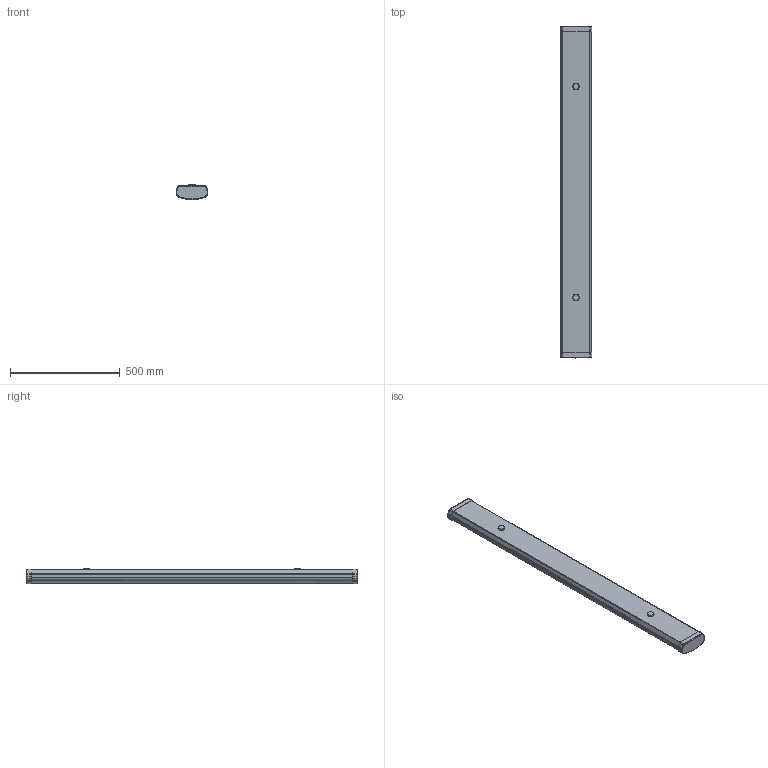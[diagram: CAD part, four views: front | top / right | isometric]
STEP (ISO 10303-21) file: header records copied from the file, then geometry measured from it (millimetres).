
FILE_DESCRIPTION (( 'STEP AP214' ), '1' );
FILE_NAME ('LN-SF-IP44-G1-1500.STEP', '2023-03-08T09:51:22', ( '' ), ( '' ), 'SwSTEP 2.0', 'SolidWorks 2020', '' );
FILE_SCHEMA (( 'AUTOMOTIVE_DESIGN' ));
Length unit declared in the file: millimetre
Products named in the file (1): LN-SF-IP44-G1-1500
Bounding box: 144.49 x 1510 x 68.99 mm (x, y, z)
Volume: 671909.8 mm3; surface area: 1215736.3 mm2
Topology: 4 solids, 4 shells, 277 faces, 723 edges, 458 vertices
Faces by surface type: plane 84, cylinder 80, bspline 79, cone 18, torus 16
Entity records: 17607 total; most frequent: CARTESIAN_POINT 8366, ORIENTED_EDGE 1438, DIRECTION 1033, EDGE_CURVE 719, VERTEX_POINT 456, AXIS2_PLACEMENT_3D 365, VECTOR 303, LINE 303
